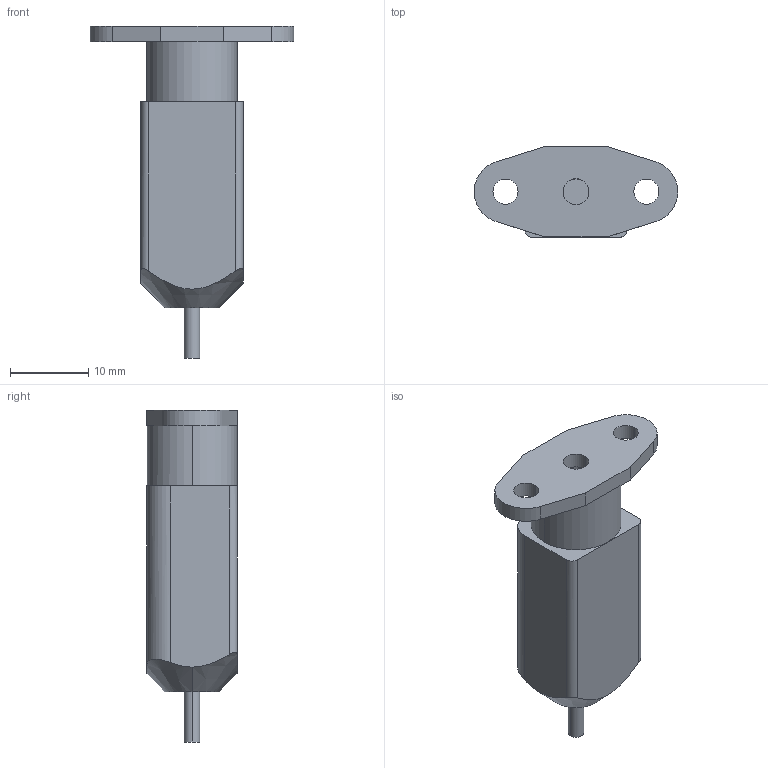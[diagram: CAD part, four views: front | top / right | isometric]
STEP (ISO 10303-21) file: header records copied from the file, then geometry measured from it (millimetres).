
FILE_DESCRIPTION (( 'STEP AP214' ), '1' );
FILE_NAME ('BL-touch.STEP', '2017-04-23T21:35:04', ( '' ), ( '' ), 'SwSTEP 2.0', 'SolidWorks 2016', '' );
FILE_SCHEMA (( 'AUTOMOTIVE_DESIGN' ));
Length unit declared in the file: millimetre
Products named in the file (1): BL-touch
Bounding box: 25.99 x 11.57 x 42.4 mm (x, y, z)
Volume: 4832.9 mm3; surface area: 2212.6 mm2
Topology: 1 solids, 1 shells, 39 faces, 98 edges, 65 vertices
Faces by surface type: cylinder 19, plane 18, cone 2
Entity records: 1380 total; most frequent: CARTESIAN_POINT 326, DIRECTION 205, ORIENTED_EDGE 196, EDGE_CURVE 98, AXIS2_PLACEMENT_3D 78, VERTEX_POINT 65, VECTOR 49, LINE 49
